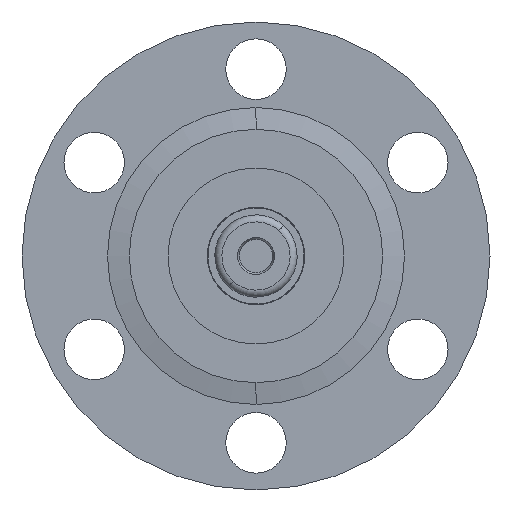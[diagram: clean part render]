
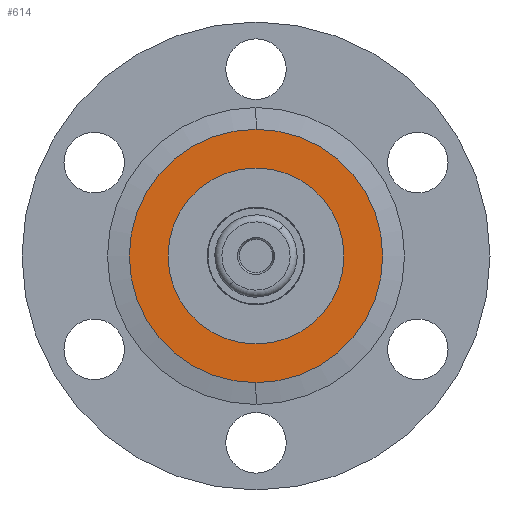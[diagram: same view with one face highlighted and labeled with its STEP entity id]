
A CAD part, front view. The second image highlights one B-rep face of the part: STEP entity #614.
In plain terms, the highlighted planar face has unit normal (0, -1, 0).
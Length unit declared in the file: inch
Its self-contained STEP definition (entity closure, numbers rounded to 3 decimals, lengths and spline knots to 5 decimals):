
#68 = EDGE_CURVE ( 'NONE', #1957, #1958, #271, .T. ) ;
#179 = EDGE_LOOP ( 'NONE', ( #760, #761 ) ) ;
#181 = EDGE_LOOP ( 'NONE', ( #758, #759 ) ) ;
#271 = CIRCLE ( 'NONE', #370, 0.25 ) ;
#298 = FACE_BOUND ( 'NONE', #181, .T. ) ;
#304 = FACE_OUTER_BOUND ( 'NONE', #179, .T. ) ;
#370 = AXIS2_PLACEMENT_3D ( 'NONE', #1644, #1645, #1646 ) ;
#384 = AXIS2_PLACEMENT_3D ( 'NONE', #1776, #1781, #1782 ) ;
#458 = AXIS2_PLACEMENT_3D ( 'NONE', #2351, #2352, #2353 ) ;
#459 = AXIS2_PLACEMENT_3D ( 'NONE', #2354, #2355, #2356 ) ;
#614 = ADVANCED_FACE ( 'NONE', ( #298, #304 ), #1779, .T. ) ;
#758 = ORIENTED_EDGE ( 'NONE', *, *, #984, .F. ) ;
#759 = ORIENTED_EDGE ( 'NONE', *, *, #68, .F. ) ;
#760 = ORIENTED_EDGE ( 'NONE', *, *, #985, .T. ) ;
#761 = ORIENTED_EDGE ( 'NONE', *, *, #1705, .T. ) ;
#984 = EDGE_CURVE ( 'NONE', #1958, #1957, #2193, .T. ) ;
#985 = EDGE_CURVE ( 'NONE', #1988, #1987, #2195, .T. ) ;
#1090 = AXIS2_PLACEMENT_3D ( 'NONE', #1373, #1374, #1375 ) ;
#1243 = CIRCLE ( 'NONE', #1090, 0.36 ) ;
#1373 = CARTESIAN_POINT ( 'NONE',  ( 0., -0.0915, 0. ) ) ;
#1374 = DIRECTION ( 'NONE',  ( 0., -1., 0. ) ) ;
#1375 = DIRECTION ( 'NONE',  ( 0., 0., 1. ) ) ;
#1538 = CARTESIAN_POINT ( 'NONE',  ( 0., -0.0915, -0.25 ) ) ;
#1539 = CARTESIAN_POINT ( 'NONE',  ( 0., -0.0915, 0.25 ) ) ;
#1568 = CARTESIAN_POINT ( 'NONE',  ( 0., -0.0915, -0.36 ) ) ;
#1569 = CARTESIAN_POINT ( 'NONE',  ( 0., -0.0915, 0.36 ) ) ;
#1644 = CARTESIAN_POINT ( 'NONE',  ( 0., -0.0915, 0. ) ) ;
#1645 = DIRECTION ( 'NONE',  ( 0., -1., 0. ) ) ;
#1646 = DIRECTION ( 'NONE',  ( 0., 0., 1. ) ) ;
#1705 = EDGE_CURVE ( 'NONE', #1987, #1988, #1243, .T. ) ;
#1776 = CARTESIAN_POINT ( 'NONE',  ( 0.36, -0.0915, 0. ) ) ;
#1779 = PLANE ( 'NONE',  #384 ) ;
#1781 = DIRECTION ( 'NONE',  ( 0., -1., 0. ) ) ;
#1782 = DIRECTION ( 'NONE',  ( 0., 0., 1. ) ) ;
#1957 = VERTEX_POINT ( 'NONE', #1538 ) ;
#1958 = VERTEX_POINT ( 'NONE', #1539 ) ;
#1987 = VERTEX_POINT ( 'NONE', #1568 ) ;
#1988 = VERTEX_POINT ( 'NONE', #1569 ) ;
#2193 = CIRCLE ( 'NONE', #458, 0.25 ) ;
#2195 = CIRCLE ( 'NONE', #459, 0.36 ) ;
#2351 = CARTESIAN_POINT ( 'NONE',  ( 0., -0.0915, 0. ) ) ;
#2352 = DIRECTION ( 'NONE',  ( 0., -1., 0. ) ) ;
#2353 = DIRECTION ( 'NONE',  ( 0., 0., 1. ) ) ;
#2354 = CARTESIAN_POINT ( 'NONE',  ( 0., -0.0915, 0. ) ) ;
#2355 = DIRECTION ( 'NONE',  ( 0., -1., 0. ) ) ;
#2356 = DIRECTION ( 'NONE',  ( 0., 0., 1. ) ) ;
